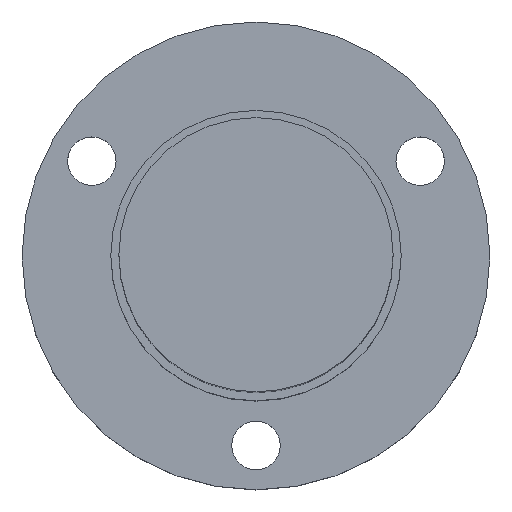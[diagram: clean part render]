
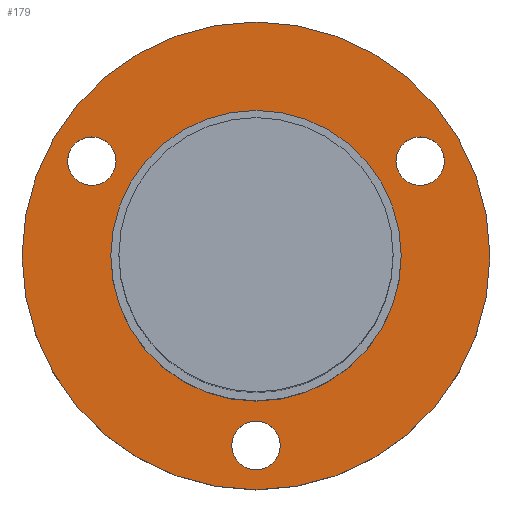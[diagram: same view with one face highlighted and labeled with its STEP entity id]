
A CAD part, top view. The second image highlights one B-rep face of the part: STEP entity #179.
In plain terms, the highlighted planar face has unit normal (0, 0, 1).
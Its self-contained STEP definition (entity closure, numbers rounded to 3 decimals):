
#16=FACE_BOUND('',#48,.T.);
#17=FACE_BOUND('',#49,.T.);
#18=FACE_BOUND('',#50,.T.);
#19=FACE_BOUND('',#51,.T.);
#25=PLANE('',#214);
#34=FACE_OUTER_BOUND('',#47,.T.);
#47=EDGE_LOOP('',(#143));
#48=EDGE_LOOP('',(#144));
#49=EDGE_LOOP('',(#145));
#50=EDGE_LOOP('',(#146));
#51=EDGE_LOOP('',(#147));
#76=CIRCLE('',#201,1.5);
#78=CIRCLE('',#204,1.5);
#80=CIRCLE('',#207,1.5);
#84=CIRCLE('',#213,9.);
#85=CIRCLE('',#215,14.5);
#90=VERTEX_POINT('',#289);
#92=VERTEX_POINT('',#295);
#94=VERTEX_POINT('',#301);
#98=VERTEX_POINT('',#312);
#99=VERTEX_POINT('',#316);
#104=EDGE_CURVE('',#90,#90,#76,.T.);
#107=EDGE_CURVE('',#92,#92,#78,.T.);
#110=EDGE_CURVE('',#94,#94,#80,.T.);
#115=EDGE_CURVE('',#98,#98,#84,.T.);
#117=EDGE_CURVE('',#99,#99,#85,.T.);
#143=ORIENTED_EDGE('',*,*,#117,.F.);
#144=ORIENTED_EDGE('',*,*,#104,.T.);
#145=ORIENTED_EDGE('',*,*,#107,.T.);
#146=ORIENTED_EDGE('',*,*,#110,.T.);
#147=ORIENTED_EDGE('',*,*,#115,.T.);
#179=ADVANCED_FACE('',(#34,#16,#17,#18,#19),#25,.T.);
#201=AXIS2_PLACEMENT_3D('',#290,#230,#231);
#204=AXIS2_PLACEMENT_3D('',#296,#237,#238);
#207=AXIS2_PLACEMENT_3D('',#302,#244,#245);
#213=AXIS2_PLACEMENT_3D('',#313,#257,#258);
#214=AXIS2_PLACEMENT_3D('',#315,#260,#261);
#215=AXIS2_PLACEMENT_3D('',#317,#262,#263);
#230=DIRECTION('center_axis',(0.,0.,-1.));
#231=DIRECTION('ref_axis',(-0.5,0.866,0.));
#237=DIRECTION('center_axis',(0.,0.,-1.));
#238=DIRECTION('ref_axis',(-0.5,-0.866,0.));
#244=DIRECTION('center_axis',(0.,0.,-1.));
#245=DIRECTION('ref_axis',(1.,0.,0.));
#257=DIRECTION('center_axis',(0.,0.,-1.));
#258=DIRECTION('ref_axis',(1.,0.,0.));
#260=DIRECTION('center_axis',(0.,0.,1.));
#261=DIRECTION('ref_axis',(1.,0.,0.));
#262=DIRECTION('center_axis',(0.,0.,-1.));
#263=DIRECTION('ref_axis',(1.,0.,0.));
#289=CARTESIAN_POINT('',(10.926,4.576,5.));
#290=CARTESIAN_POINT('Origin',(10.176,5.875,5.));
#295=CARTESIAN_POINT('',(-9.426,7.174,5.));
#296=CARTESIAN_POINT('Origin',(-10.176,5.875,5.));
#301=CARTESIAN_POINT('',(-1.5,-11.75,5.));
#302=CARTESIAN_POINT('Origin',(0.,-11.75,5.));
#312=CARTESIAN_POINT('',(0.,-9.,5.));
#313=CARTESIAN_POINT('Origin',(0.,0.,5.));
#315=CARTESIAN_POINT('Origin',(0.,14.5,5.));
#316=CARTESIAN_POINT('',(0.,-14.5,5.));
#317=CARTESIAN_POINT('Origin',(0.,0.,5.));
